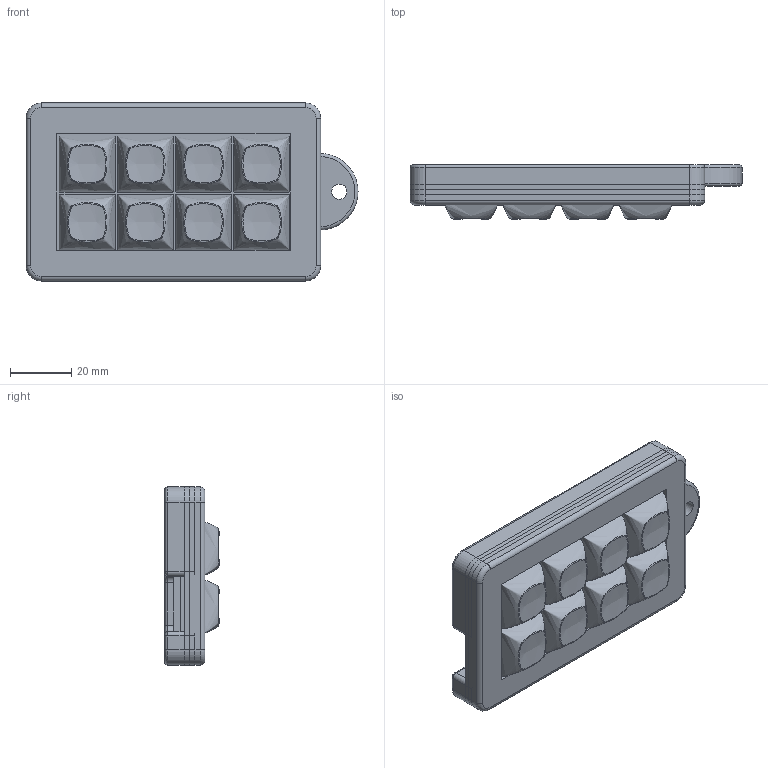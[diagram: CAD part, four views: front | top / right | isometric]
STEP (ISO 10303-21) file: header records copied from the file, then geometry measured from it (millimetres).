
FILE_DESCRIPTION(/* description */ (''),/* implementation_level */ '2;1');
FILE_NAME(/* name */ 'pcb_start v5.step',/* time_stamp */ '2024-10-21T19:23:28-07:00',/* author */ (''),/* organization */ (''),/* preprocessor_version */ 'ST-DEVELOPER v20',/* originating_system */ 'Autodesk Translation Framework v13.20.0.188',/* authorisation */ '');
FILE_SCHEMA (('AUTOMOTIVE_DESIGN { 1 0 10303 214 3 1 1 }'));
Length unit declared in the file: millimetre
Products named in the file (10): pcb_start; DSA V4 1x1 v4_3; DSA V4 1x1 v4_3_1; DSA V4 1x1 v4_3_2; DSA V4 1x1 v4_3_3; DSA V4 1x1 v4_3_4; DSA V4 1x1 v4_3_5; DSA V4 1x1 v4_3_6; DSA V4 1x1 v4_3_7; MX Mount v1_3
Assembly tree (16 placements, depth 3):
  pcb_start
    DSA V4 1x1 v4_3
      MX Mount v1_3
    DSA V4 1x1 v4_3_1
      MX Mount v1_3
    DSA V4 1x1 v4_3_2
      MX Mount v1_3
    DSA V4 1x1 v4_3_3
      MX Mount v1_3
    DSA V4 1x1 v4_3_4
      MX Mount v1_3
    DSA V4 1x1 v4_3_5
      MX Mount v1_3
    DSA V4 1x1 v4_3_6
      MX Mount v1_3
    DSA V4 1x1 v4_3_7
      MX Mount v1_3
Bounding box: 108.5 x 17.78 x 58.2 mm (x, y, z)
Volume: 67992.9 mm3; surface area: 52382.6 mm2
Topology: 21 solids, 21 shells, 793 faces, 1965 edges, 1251 vertices
Faces by surface type: plane 623, cylinder 122, bspline 28, torus 12, sphere 8
Full cylindrical faces by diameter (mm): 2 x2, 2.9 x9, 5 x1, 5.6 x16
Entity records: 25847 total; most frequent: CARTESIAN_POINT 11138, ORIENTED_EDGE 3048, DIRECTION 2859, EDGE_CURVE 1524, LINE 1155, VECTOR 1155, VERTEX_POINT 985, AXIS2_PLACEMENT_3D 852
